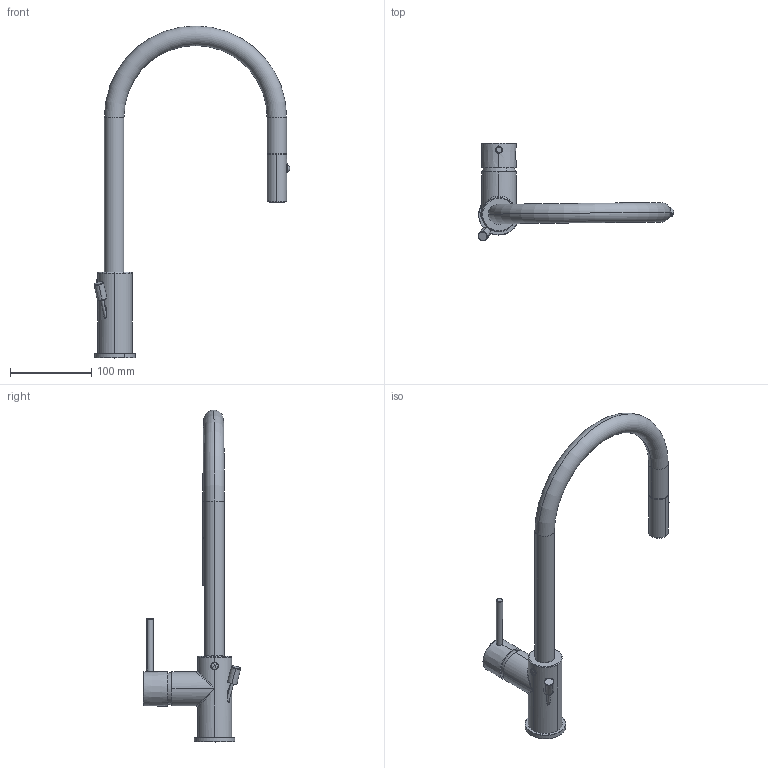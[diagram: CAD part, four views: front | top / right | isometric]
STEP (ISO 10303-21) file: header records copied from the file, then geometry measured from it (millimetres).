
FILE_DESCRIPTION(('CATIA V5 STEP Exchange'),'2;1');
FILE_NAME('CV000575.stp','2019-11-12T09:49:32+00:00',('none'),('none'),'Version 5-6 Release 2013','CATIA V5 STEP AP203','none');
FILE_SCHEMA(('CONFIG_CONTROL_DESIGN'));
Length unit declared in the file: millimetre
Products named in the file (1): CV000575
Bounding box: 240.65 x 119.92 x 408.24 mm (x, y, z)
Volume: 331560.9 mm3; surface area: 120348.7 mm2
Topology: 22 solids, 24 shells, 272 faces, 571 edges, 351 vertices
Faces by surface type: cylinder 108, plane 69, cone 40, torus 35, bspline 10, sphere 8, revolution 2
Entity records: 8014 total; most frequent: CARTESIAN_POINT 2887, ORIENTED_EDGE 1106, DIRECTION 799, EDGE_CURVE 553, AXIS2_PLACEMENT_3D 480, VERTEX_POINT 351, CIRCLE 305, EDGE_LOOP 294
